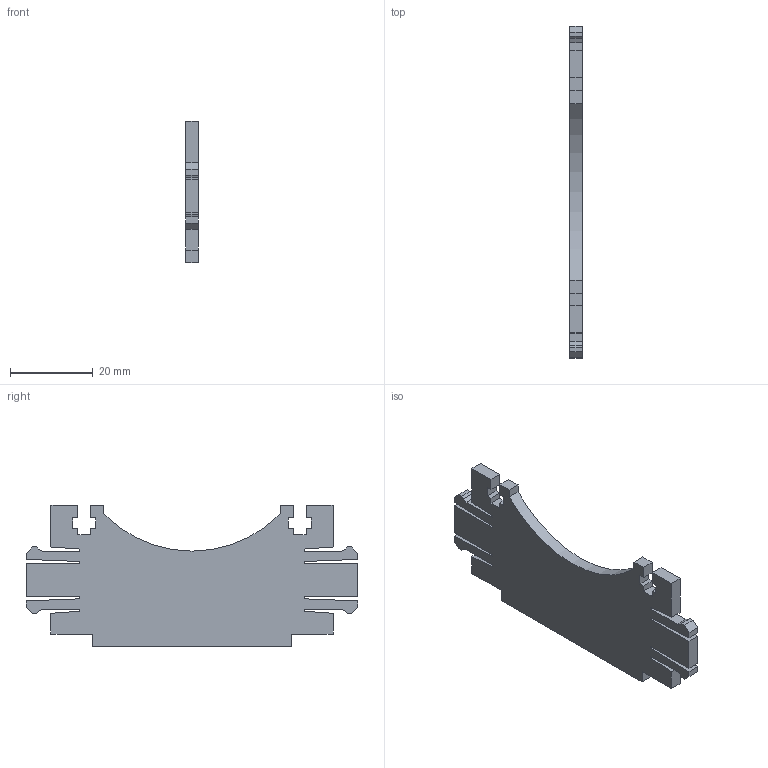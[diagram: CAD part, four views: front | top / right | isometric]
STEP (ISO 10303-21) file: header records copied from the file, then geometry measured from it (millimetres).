
FILE_DESCRIPTION (( 'STEP AP203' ), '1' );
FILE_NAME ('frame-1-7.step', '2015-02-17T13:07:51', ( 'Cesar' ), ( '' ), 'SwSTEP 2.0', 'SolidWorks 2013', '' );
FILE_SCHEMA (( 'CONFIG_CONTROL_DESIGN' ));
Length unit declared in the file: millimetre
Products named in the file (1): frame-1-7
Bounding box: 3 x 80 x 34 mm (x, y, z)
Volume: 5893.7 mm3; surface area: 5227.6 mm2
Topology: 1 solids, 1 shells, 86 faces, 252 edges, 168 vertices
Faces by surface type: plane 85, cylinder 1
Entity records: 2875 total; most frequent: CARTESIAN_POINT 507, ORIENTED_EDGE 504, DIRECTION 428, EDGE_CURVE 252, VECTOR 250, LINE 250, VERTEX_POINT 168, AXIS2_PLACEMENT_3D 89
